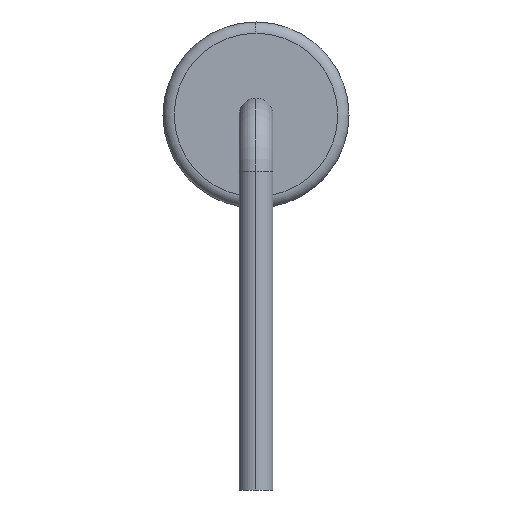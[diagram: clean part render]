
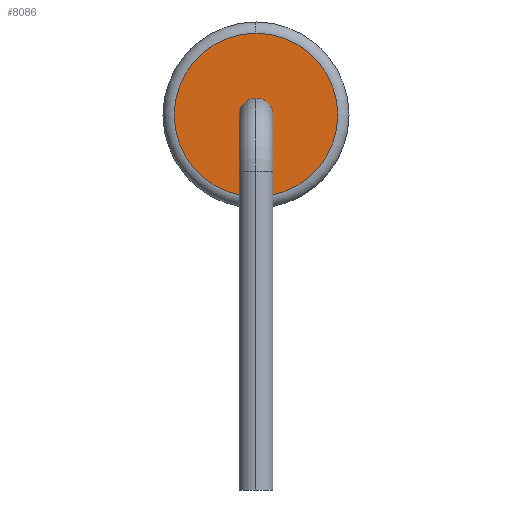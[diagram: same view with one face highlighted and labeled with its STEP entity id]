
A CAD part, left-side view. The second image highlights one B-rep face of the part: STEP entity #8086.
In plain terms, the highlighted planar face has unit normal (-1, 0, 0).
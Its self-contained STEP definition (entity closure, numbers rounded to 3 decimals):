
#29 = DIRECTION ( 'NONE',  ( 0., 0., -1. ) ) ;
#427 = AXIS2_PLACEMENT_3D ( 'NONE', #7014, #8982, #4165 ) ;
#522 = CARTESIAN_POINT ( 'NONE',  ( -4.5, 0., 0. ) ) ;
#1588 = AXIS2_PLACEMENT_3D ( 'NONE', #3919, #4857, #29 ) ;
#1678 = DIRECTION ( 'NONE',  ( -1., 0., 0. ) ) ;
#2105 = DIRECTION ( 'NONE',  ( -1., 0., 0. ) ) ;
#2478 = PLANE ( 'NONE',  #1588 ) ;
#3125 = CIRCLE ( 'NONE', #427, 0.3 ) ;
#3919 = CARTESIAN_POINT ( 'NONE',  ( -4.5, 0., 0. ) ) ;
#4070 = AXIS2_PLACEMENT_3D ( 'NONE', #522, #1678, #6546 ) ;
#4165 = DIRECTION ( 'NONE',  ( 0., 0., -1. ) ) ;
#4246 = EDGE_CURVE ( 'NONE', #7914, #12346, #8484, .T. ) ;
#4420 = EDGE_LOOP ( 'NONE', ( #11678, #8145 ) ) ;
#4664 = FACE_BOUND ( 'NONE', #4420, .T. ) ;
#4857 = DIRECTION ( 'NONE',  ( 1., 0., 0. ) ) ;
#5150 = DIRECTION ( 'NONE',  ( -1., 0., 0. ) ) ;
#5445 = EDGE_LOOP ( 'NONE', ( #12575, #9952 ) ) ;
#6016 = VERTEX_POINT ( 'NONE', #10500 ) ;
#6106 = DIRECTION ( 'NONE',  ( 0., 0., 1. ) ) ;
#6138 = CARTESIAN_POINT ( 'NONE',  ( -4.5, 0., 0. ) ) ;
#6546 = DIRECTION ( 'NONE',  ( 0., 0., 1. ) ) ;
#6687 = VERTEX_POINT ( 'NONE', #12283 ) ;
#7014 = CARTESIAN_POINT ( 'NONE',  ( -4.5, 0., 0. ) ) ;
#7555 = FACE_OUTER_BOUND ( 'NONE', #5445, .T. ) ;
#7784 = CIRCLE ( 'NONE', #12640, 1.45 ) ;
#7849 = AXIS2_PLACEMENT_3D ( 'NONE', #6138, #5150, #10266 ) ;
#7914 = VERTEX_POINT ( 'NONE', #8413 ) ;
#8086 = ADVANCED_FACE ( 'NONE', ( #4664, #7555 ), #2478, .F. ) ;
#8145 = ORIENTED_EDGE ( 'NONE', *, *, #12770, .F. ) ;
#8413 = CARTESIAN_POINT ( 'NONE',  ( -4.5, 0., 0.3 ) ) ;
#8484 = CIRCLE ( 'NONE', #7849, 0.3 ) ;
#8982 = DIRECTION ( 'NONE',  ( -1., 0., 0. ) ) ;
#9475 = CARTESIAN_POINT ( 'NONE',  ( -4.5, 0., -0.3 ) ) ;
#9952 = ORIENTED_EDGE ( 'NONE', *, *, #11716, .T. ) ;
#10266 = DIRECTION ( 'NONE',  ( 0., 0., -1. ) ) ;
#10500 = CARTESIAN_POINT ( 'NONE',  ( -4.5, 0., -1.45 ) ) ;
#11044 = CARTESIAN_POINT ( 'NONE',  ( -4.5, 0., 0. ) ) ;
#11678 = ORIENTED_EDGE ( 'NONE', *, *, #4246, .F. ) ;
#11716 = EDGE_CURVE ( 'NONE', #6016, #6687, #12075, .T. ) ;
#12031 = EDGE_CURVE ( 'NONE', #6687, #6016, #7784, .T. ) ;
#12075 = CIRCLE ( 'NONE', #4070, 1.45 ) ;
#12283 = CARTESIAN_POINT ( 'NONE',  ( -4.5, 0., 1.45 ) ) ;
#12346 = VERTEX_POINT ( 'NONE', #9475 ) ;
#12575 = ORIENTED_EDGE ( 'NONE', *, *, #12031, .T. ) ;
#12640 = AXIS2_PLACEMENT_3D ( 'NONE', #11044, #2105, #6106 ) ;
#12770 = EDGE_CURVE ( 'NONE', #12346, #7914, #3125, .T. ) ;
